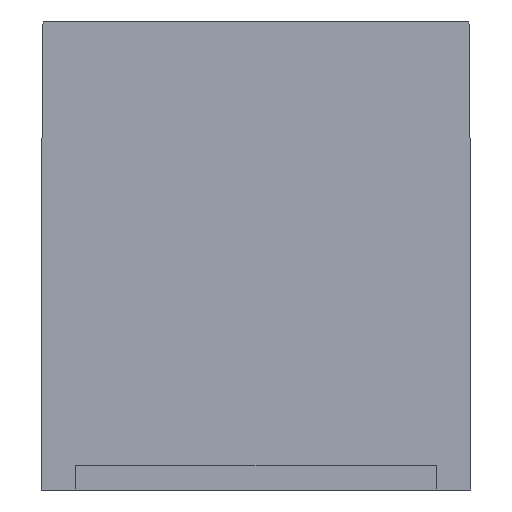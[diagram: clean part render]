
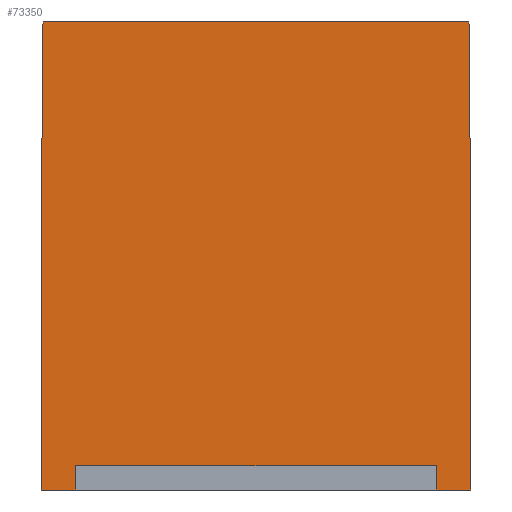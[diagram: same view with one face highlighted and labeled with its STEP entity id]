
A CAD part, left-side view. The second image highlights one B-rep face of the part: STEP entity #73350.
In plain terms, the highlighted face is planar.
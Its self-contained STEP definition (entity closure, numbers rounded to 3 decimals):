
#2180=CARTESIAN_POINT('',(-83.882,-171.978,
50.841));
#2190=DIRECTION('',(0.,0.,1.));
#2200=VECTOR('',#2190,1.);
#2210=LINE('',#2180,#2200);
#2220=CARTESIAN_POINT('',(-83.882,-171.978,
0.078));
#2230=VERTEX_POINT('',#2220);
#2240=CARTESIAN_POINT('',(-83.882,-171.978,
21.922));
#2250=VERTEX_POINT('',#2240);
#2260=EDGE_CURVE('',#2230,#2250,#2210,.T.);
#15770=CARTESIAN_POINT('',(-83.882,-171.978,
21.922));
#15780=DIRECTION('',(0.,-1.,0.009));
#15790=VECTOR('',#15780,1.);
#15800=LINE('',#15770,#15790);
#15810=CARTESIAN_POINT('',(-83.882,-180.886,22.));
#15820=VERTEX_POINT('',#15810);
#15830=EDGE_CURVE('',#2250,#15820,#15800,.T.);
#18020=CARTESIAN_POINT('',(-83.882,-193.978,
0.));
#18030=DIRECTION('',(0.,1.,0.));
#18040=VECTOR('',#18030,1.);
#18050=LINE('',#18020,#18040);
#18060=CARTESIAN_POINT('',(-83.882,-195.978,
0.));
#18070=VERTEX_POINT('',#18060);
#18080=CARTESIAN_POINT('',(-83.882,-180.886,
0.));
#18090=VERTEX_POINT('',#18080);
#18100=EDGE_CURVE('',#18070,#18090,#18050,.T.);
#21090=CARTESIAN_POINT('',(-83.882,-195.978,22.));
#21100=DIRECTION('',(0.,1.,0.));
#21110=VECTOR('',#21100,1.);
#21120=LINE('',#21090,#21110);
#21130=CARTESIAN_POINT('',(-83.882,-195.978,22.));
#21140=VERTEX_POINT('',#21130);
#21150=EDGE_CURVE('',#21140,#15820,#21120,.T.);
#23630=CARTESIAN_POINT('',(-83.882,-195.978,
11.388));
#23640=DIRECTION('',(0.,0.,-1.));
#23650=VECTOR('',#23640,1.);
#23660=LINE('',#23630,#23650);
#23670=CARTESIAN_POINT('',(-83.882,-195.978,20.25));
#23680=VERTEX_POINT('',#23670);
#23690=EDGE_CURVE('',#21140,#23680,#23660,.T.);
#23910=CARTESIAN_POINT('',(-83.882,-195.978,
1.75));
#23920=VERTEX_POINT('',#23910);
#23950=EDGE_CURVE('',#23920,#18070,#23660,.T.);
#28800=CARTESIAN_POINT('',(-83.882,-171.978,
0.078));
#28810=DIRECTION('',(0.,1.,0.009));
#28820=VECTOR('',#28810,1.);
#28830=LINE('',#28800,#28820);
#28840=EDGE_CURVE('',#18090,#2230,#28830,.T.);
#72790=CARTESIAN_POINT('',(-83.882,-194.728,
1.75));
#72800=VERTEX_POINT('',#72790);
#72830=CARTESIAN_POINT('',(-83.882,-182.978,
1.75));
#72840=DIRECTION('',(0.,1.,0.));
#72850=VECTOR('',#72840,1.);
#72860=LINE('',#72830,#72850);
#72870=EDGE_CURVE('',#23920,#72800,#72860,.T.);
#73060=CARTESIAN_POINT('',(-83.882,-182.978,11.));
#73070=DIRECTION('',(-1.,0.,0.));
#73080=DIRECTION('',(0.,0.,1.));
#73090=AXIS2_PLACEMENT_3D('',#73060,#73070,#73080);
#73100=PLANE('',#73090);
#73110=ORIENTED_EDGE('',*,*,#23950,.T.);
#73120=ORIENTED_EDGE('',*,*,#72870,.F.);
#73130=CARTESIAN_POINT('',(-83.882,-194.728,11.));
#73140=DIRECTION('',(0.,0.,1.));
#73150=VECTOR('',#73140,1.);
#73160=LINE('',#73130,#73150);
#73170=CARTESIAN_POINT('',(-83.882,-194.728,20.25));
#73180=VERTEX_POINT('',#73170);
#73190=EDGE_CURVE('',#72800,#73180,#73160,.T.);
#73200=ORIENTED_EDGE('',*,*,#73190,.F.);
#73210=CARTESIAN_POINT('',(-83.882,-182.978,20.25));
#73220=DIRECTION('',(0.,-1.,0.));
#73230=VECTOR('',#73220,1.);
#73240=LINE('',#73210,#73230);
#73250=EDGE_CURVE('',#73180,#23680,#73240,.T.);
#73260=ORIENTED_EDGE('',*,*,#73250,.F.);
#73270=ORIENTED_EDGE('',*,*,#23690,.T.);
#73280=ORIENTED_EDGE('',*,*,#21150,.F.);
#73290=ORIENTED_EDGE('',*,*,#15830,.T.);
#73300=ORIENTED_EDGE('',*,*,#2260,.T.);
#73310=ORIENTED_EDGE('',*,*,#28840,.T.);
#73320=ORIENTED_EDGE('',*,*,#18100,.T.);
#73330=EDGE_LOOP('',(#73320,#73310,#73300,#73290,#73280,#73270,#73260,
#73200,#73120,#73110));
#73340=FACE_OUTER_BOUND('',#73330,.T.);
#73350=ADVANCED_FACE('',(#73340),#73100,.F.);
